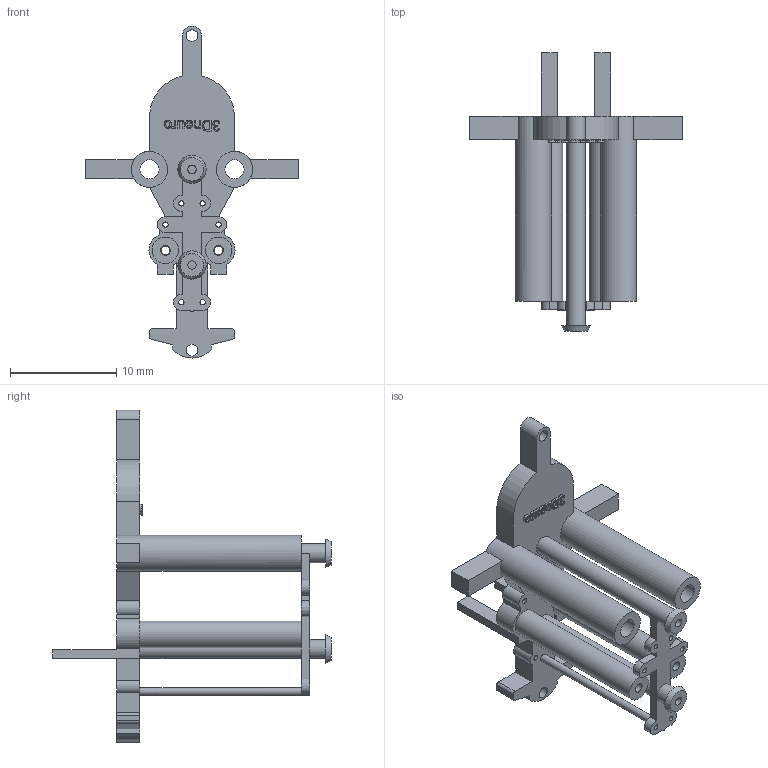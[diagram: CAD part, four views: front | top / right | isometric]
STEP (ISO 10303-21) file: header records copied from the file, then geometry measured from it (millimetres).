
FILE_DESCRIPTION(/* description */ (''),/* implementation_level */ '2;1');
FILE_NAME(/* name */ 'Parametric ToiletDrive Drive Body JoVE Updated v2.step',/* time_stamp */ '2023-12-15T12:41:42+01:00',/* author */ (''),/* organization */ (''),/* preprocessor_version */ 'ST-DEVELOPER v20',/* originating_system */ 'Autodesk Translation Framework v12.14.0.127',/* authorisation */ '');
FILE_SCHEMA (('AUTOMOTIVE_DESIGN { 1 0 10303 214 3 1 1 }'));
Length unit declared in the file: millimetre
Products named in the file (1): Parametric ToiletDrive Drive Body JoVE Updated
Bounding box: 20 x 26.2 x 31.24 mm (x, y, z)
Volume: 868.2 mm3; surface area: 1932.3 mm2
Topology: 1 solids, 1 shells, 281 faces, 776 edges, 516 vertices
Faces by surface type: plane 118, bspline 105, cylinder 56, cone 2
Full cylindrical faces by diameter (mm): 0.5 x12, 0.74 x1, 0.8 x4, 0.9 x2, 1.1 x2, 1.8 x5, 1.9 x2, 2.5 x2, 3.4 x2
Entity records: 10055 total; most frequent: CARTESIAN_POINT 3359, ORIENTED_EDGE 1552, DIRECTION 1054, EDGE_CURVE 776, VERTEX_POINT 516, LINE 432, VECTOR 432, EDGE_LOOP 340
